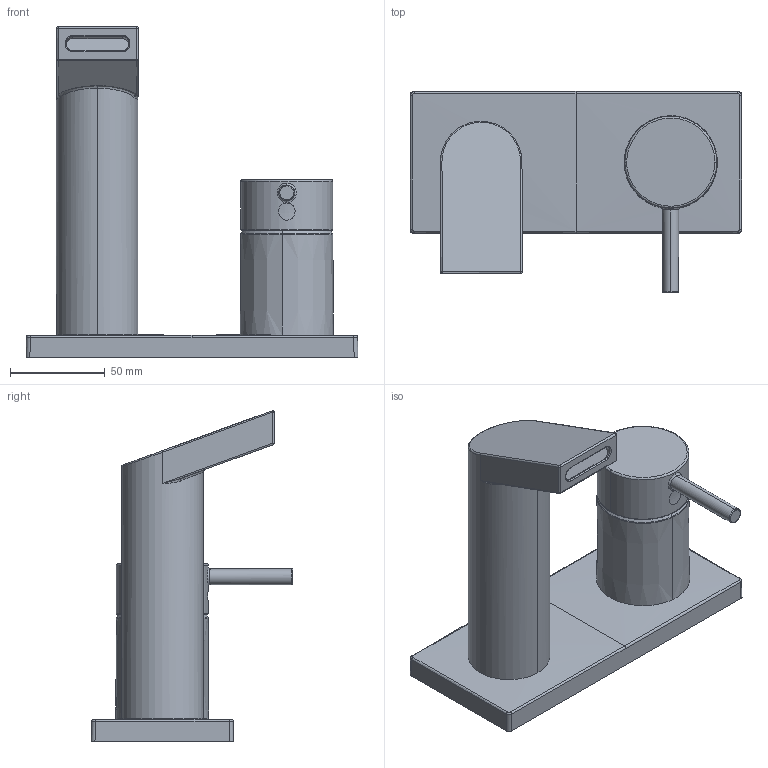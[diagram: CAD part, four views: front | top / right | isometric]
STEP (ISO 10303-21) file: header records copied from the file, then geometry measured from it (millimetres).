
FILE_DESCRIPTION (( 'STEP AP203' ), '1' );
FILE_NAME ('44902183(2020).STEP', '2020-02-18T12:32:31', ( '' ), ( '' ), 'SwSTEP 2.0', 'SolidWorks 2016', '' );
FILE_SCHEMA (( 'CONFIG_CONTROL_DESIGN' ));
Length unit declared in the file: millimetre
Products named in the file (1): 44902183(2020)
Bounding box: 175 x 106.35 x 174.44 mm (x, y, z)
Volume: 547078.8 mm3; surface area: 71275 mm2
Topology: 1 solids, 1 shells, 86 faces, 195 edges, 112 vertices
Faces by surface type: bspline 33, cylinder 27, plane 20, cone 2, torus 2, sphere 2
Entity records: 5572 total; most frequent: CARTESIAN_POINT 3886, ORIENTED_EDGE 378, DIRECTION 244, EDGE_CURVE 189, VERTEX_POINT 112, AXIS2_PLACEMENT_3D 93, EDGE_LOOP 93, ADVANCED_FACE 86
